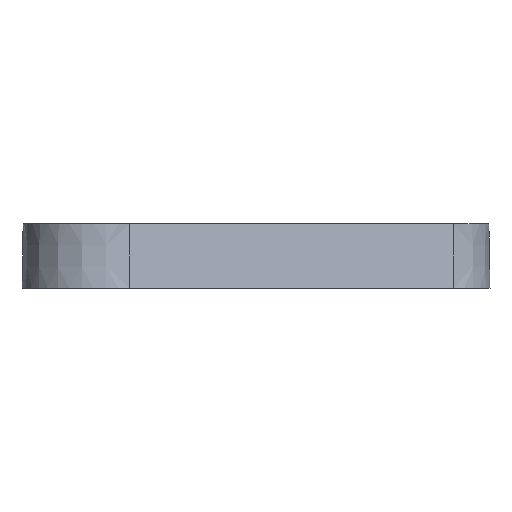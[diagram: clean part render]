
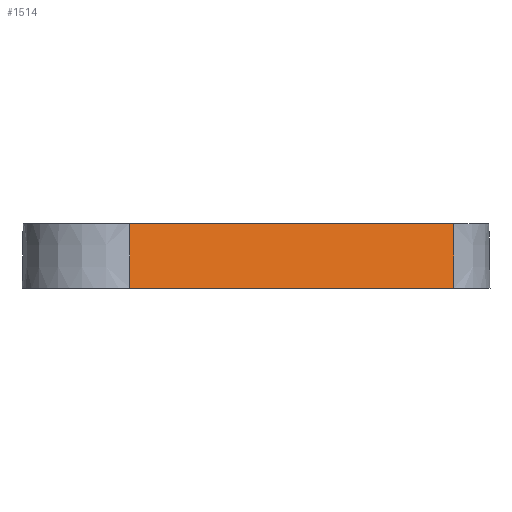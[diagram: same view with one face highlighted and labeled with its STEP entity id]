
A CAD part, left-side view. The second image highlights one B-rep face of the part: STEP entity #1514.
In plain terms, the highlighted planar face has unit normal (-0.866, -0.5, 0.018).
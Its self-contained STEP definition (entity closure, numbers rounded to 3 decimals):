
#81 = CARTESIAN_POINT ( 'NONE',  ( -3.41, -13.969, 0. ) ) ;
#160 = CARTESIAN_POINT ( 'NONE',  ( -13.856, 4., -3.6 ) ) ;
#584 = VECTOR ( 'NONE', #2218, 1000. ) ;
#647 = EDGE_CURVE ( 'NONE', #2370, #906, #1819, .T. ) ;
#670 = AXIS2_PLACEMENT_3D ( 'NONE', #1441, #2693, #2709 ) ;
#774 = ORIENTED_EDGE ( 'NONE', *, *, #647, .F. ) ;
#906 = VERTEX_POINT ( 'NONE', #81 ) ;
#907 = CARTESIAN_POINT ( 'NONE',  ( -8.606, -4.969, 0. ) ) ;
#1008 = CARTESIAN_POINT ( 'NONE',  ( -17.321, 10., -3.6 ) ) ;
#1012 = DIRECTION ( 'NONE',  ( 0.015, 0.009, 1. ) ) ;
#1028 = CARTESIAN_POINT ( 'NONE',  ( -13.856, 4., -3.6 ) ) ;
#1075 = CARTESIAN_POINT ( 'NONE',  ( -3.464, -14., -3.6 ) ) ;
#1105 = VECTOR ( 'NONE', #1408, 1000. ) ;
#1408 = DIRECTION ( 'NONE',  ( 0.5, -0.866, 0. ) ) ;
#1441 = CARTESIAN_POINT ( 'NONE',  ( -17.321, 10., -3.6 ) ) ;
#1468 = FACE_OUTER_BOUND ( 'NONE', #1950, .T. ) ;
#1477 = ORIENTED_EDGE ( 'NONE', *, *, #2188, .T. ) ;
#1482 = VECTOR ( 'NONE', #1892, 1000. ) ;
#1509 = CARTESIAN_POINT ( 'NONE',  ( -13.802, 4.031, 0. ) ) ;
#1514 = ADVANCED_FACE ( 'NONE', ( #1468 ), #2265, .T. ) ;
#1534 = EDGE_CURVE ( 'NONE', #2475, #906, #1867, .T. ) ;
#1570 = VECTOR ( 'NONE', #1012, 1000. ) ;
#1624 = LINE ( 'NONE', #1028, #1482 ) ;
#1629 = EDGE_CURVE ( 'NONE', #2370, #2110, #1624, .T. ) ;
#1668 = CARTESIAN_POINT ( 'NONE',  ( -3.464, -14., -3.6 ) ) ;
#1819 = LINE ( 'NONE', #907, #584 ) ;
#1867 = LINE ( 'NONE', #1668, #1570 ) ;
#1892 = DIRECTION ( 'NONE',  ( -0.015, -0.009, -1. ) ) ;
#1950 = EDGE_LOOP ( 'NONE', ( #1477, #2522, #774, #2657 ) ) ;
#2110 = VERTEX_POINT ( 'NONE', #160 ) ;
#2188 = EDGE_CURVE ( 'NONE', #2110, #2475, #2250, .T. ) ;
#2218 = DIRECTION ( 'NONE',  ( 0.5, -0.866, 0. ) ) ;
#2250 = LINE ( 'NONE', #1008, #1105 ) ;
#2265 = PLANE ( 'NONE',  #670 ) ;
#2370 = VERTEX_POINT ( 'NONE', #1509 ) ;
#2475 = VERTEX_POINT ( 'NONE', #1075 ) ;
#2522 = ORIENTED_EDGE ( 'NONE', *, *, #1534, .T. ) ;
#2657 = ORIENTED_EDGE ( 'NONE', *, *, #1629, .T. ) ;
#2693 = DIRECTION ( 'NONE',  ( -0.866, -0.5, 0.017 ) ) ;
#2709 = DIRECTION ( 'NONE',  ( 0.5, -0.866, 0. ) ) ;
